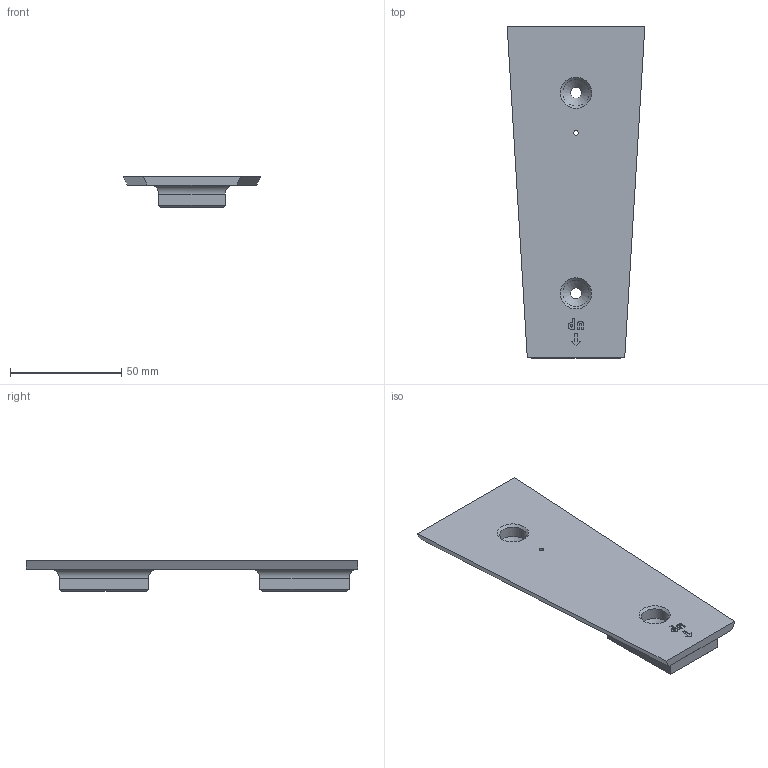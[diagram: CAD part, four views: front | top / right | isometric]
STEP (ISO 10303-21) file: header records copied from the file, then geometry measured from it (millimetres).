
FILE_DESCRIPTION(('HOOPS Exchange Step'),'2;1');
FILE_NAME('temp_export','2021-02-15T18:24:55+01:00',('mobile'),('Shapr3D Limited'),'HOOPS Exchange 2020.2','Shapr3D','Authorized');
FILE_SCHEMA( ('AP203_CONFIGURATION_CONTROLLED_3D_DESIGN_OF_MECHANICAL_PARTS_AND_ASSEMBLIES_MIM_LF') );
Length unit declared in the file: millimetre
Products named in the file (2): 0; 208D131B-B6E7-486E-8B7E-F19C44BE0811.tmp
Assembly tree (1 placements, depth 2):
  208D131B-B6E7-486E-8B7E-F19C44BE0811.tmp
    0
Bounding box: 61.8 x 149 x 13.8 mm (x, y, z)
Volume: 51571.9 mm3; surface area: 19626.6 mm2
Topology: 1 solids, 1 shells, 69 faces, 164 edges, 102 vertices
Faces by surface type: plane 46, cylinder 17, cone 6
Full cylindrical faces by diameter (mm): 1 x1, 2 x1, 5 x2, 12 x2
Entity records: 2015 total; most frequent: DIRECTION 342, CARTESIAN_POINT 338, ORIENTED_EDGE 328, EDGE_CURVE 164, VECTOR 130, LINE 130, AXIS2_PLACEMENT_3D 106, VERTEX_POINT 102
